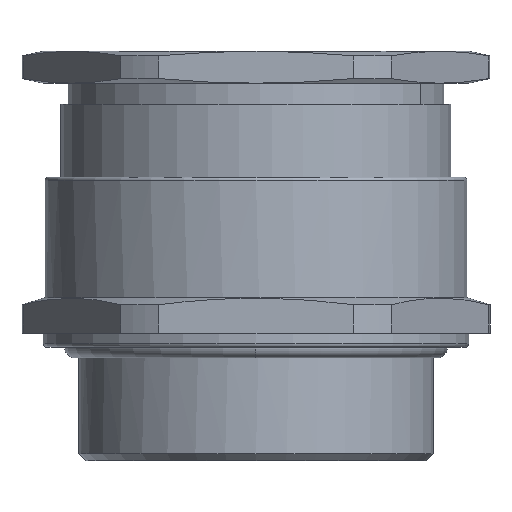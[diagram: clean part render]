
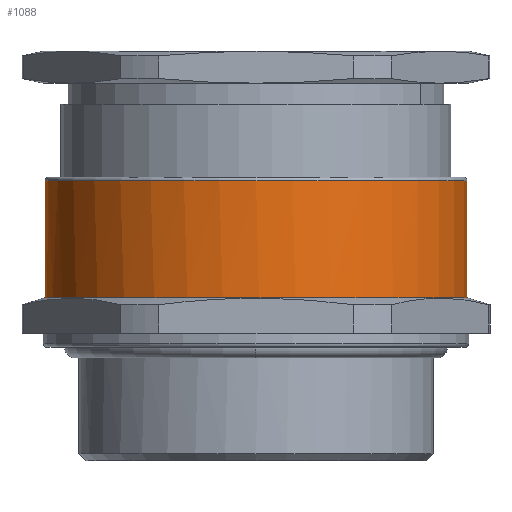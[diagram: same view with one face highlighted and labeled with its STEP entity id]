
A CAD part, left-side view. The second image highlights one B-rep face of the part: STEP entity #1088.
In plain terms, the highlighted cylindrical face has radius 29.75 mm (diameter 59.5 mm), a partial arc.
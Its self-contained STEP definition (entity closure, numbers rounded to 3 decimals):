
#300=AXIS2_PLACEMENT_3D('Circle Axis2P3D',#298,#299,$) ;
#407=AXIS2_PLACEMENT_3D('Circle Axis2P3D',#405,#406,$) ;
#1047=AXIS2_PLACEMENT_3D('Cylinder Axis2P3D',#1044,#1045,#1046) ;
#1078=AXIS2_PLACEMENT_3D('Circle Axis2P3D',#1076,#1077,$) ;
#295=CARTESIAN_POINT('Vertex',(14.521,58.406,23.)) ;
#298=CARTESIAN_POINT('Axis2P3D Location',(30.,33.,23.)) ;
#302=CARTESIAN_POINT('Vertex',(30.,62.75,23.)) ;
#402=CARTESIAN_POINT('Vertex',(30.,3.25,23.)) ;
#405=CARTESIAN_POINT('Axis2P3D Location',(30.,33.,23.)) ;
#1044=CARTESIAN_POINT('Axis2P3D Location',(30.,33.,31.5)) ;
#1049=CARTESIAN_POINT('Line Origine',(30.,3.25,31.5)) ;
#1053=CARTESIAN_POINT('Vertex',(30.,3.25,39.5)) ;
#1056=CARTESIAN_POINT('Line Origine',(30.,62.75,31.5)) ;
#1060=CARTESIAN_POINT('Vertex',(30.,62.75,39.5)) ;
#1076=CARTESIAN_POINT('Axis2P3D Location',(30.,33.,39.5)) ;
#299=DIRECTION('Axis2P3D Direction',(0.,0.,-1.)) ;
#406=DIRECTION('Axis2P3D Direction',(0.,0.,-1.)) ;
#1045=DIRECTION('Axis2P3D Direction',(0.,0.,1.)) ;
#1046=DIRECTION('Axis2P3D XDirection',(0.,-1.,0.)) ;
#1050=DIRECTION('Vector Direction',(0.,0.,1.)) ;
#1057=DIRECTION('Vector Direction',(0.,0.,1.)) ;
#1077=DIRECTION('Axis2P3D Direction',(0.,0.,1.)) ;
#1051=VECTOR('Line Direction',#1050,1.) ;
#1058=VECTOR('Line Direction',#1057,1.) ;
#1082=ORIENTED_EDGE('',*,*,#1062,.T.) ;
#1083=ORIENTED_EDGE('',*,*,#304,.T.) ;
#1084=ORIENTED_EDGE('',*,*,#409,.T.) ;
#1085=ORIENTED_EDGE('',*,*,#1055,.F.) ;
#1086=ORIENTED_EDGE('',*,*,#1080,.F.) ;
#1088=ADVANCED_FACE('Part1.1\\Koerper.2',(#1087),#1048,.T.) ;
#301=CIRCLE('generated circle',#300,29.75) ;
#408=CIRCLE('generated circle',#407,29.75) ;
#1079=CIRCLE('generated circle',#1078,29.75) ;
#1048=CYLINDRICAL_SURFACE('generated cylinder',#1047,29.75) ;
#304=EDGE_CURVE('',#303,#296,#301,.F.) ;
#409=EDGE_CURVE('',#296,#403,#408,.F.) ;
#1055=EDGE_CURVE('',#1054,#403,#1052,.F.) ;
#1062=EDGE_CURVE('',#1061,#303,#1059,.F.) ;
#1080=EDGE_CURVE('',#1061,#1054,#1079,.T.) ;
#1081=EDGE_LOOP('',(#1082,#1083,#1084,#1085,#1086)) ;
#1087=FACE_OUTER_BOUND('',#1081,.T.) ;
#1052=LINE('Line',#1049,#1051) ;
#1059=LINE('Line',#1056,#1058) ;
#296=VERTEX_POINT('',#295) ;
#303=VERTEX_POINT('',#302) ;
#403=VERTEX_POINT('',#402) ;
#1054=VERTEX_POINT('',#1053) ;
#1061=VERTEX_POINT('',#1060) ;
